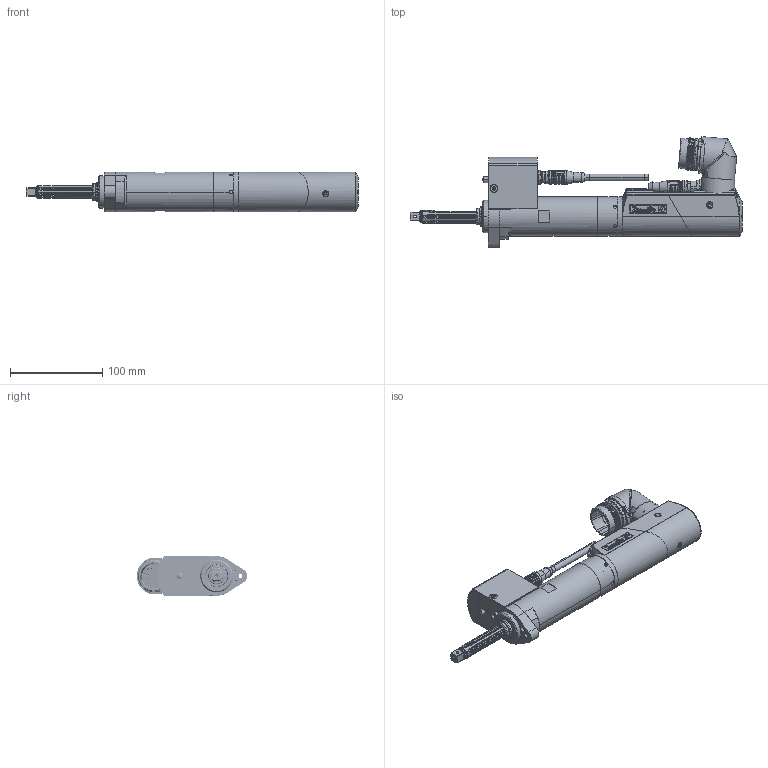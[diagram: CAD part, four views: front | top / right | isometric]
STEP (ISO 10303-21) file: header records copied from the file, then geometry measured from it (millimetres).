
FILE_DESCRIPTION((''),'2;1');
FILE_NAME('6151659070_ASM','2014-12-15T',('greextadu'),(''),'PRO/ENGINEER BY PARAMETRIC TECHNOLOGY CORPORATION, 2014200','PRO/ENGINEER BY PARAMETRIC TECHNOLOGY CORPORATION, 2014200','');
FILE_SCHEMA(('AUTOMOTIVE_DESIGN { 1 0 10303 214 1 1 1 1 }'));
Length unit declared in the file: millimetre
Products named in the file (41): 6156350160; 6155671510_ASM; 6155680010_ASM; 6155732510_ASM; CON-BINDER-12PTS-MAL-M12_AF0; 6159190280_ASM; 6159190830_ASM; 6156101530; 6157850280; 6153981520_ASM; 6155671512; 6155732530; 6155732520; 6155732540; 6155654610; 6152250470; 6153977900_ASM; 0219110018; MANIFOLD_SOLID_BREP_95_1; KBOR047E7SPU_ASM; 6159308120; 6159383480_ASM; 6156161460; 6159160920; 6156583490; 6153942920_ASM; 6155654620; 6156700690; 6155100010; 6155654630; 6156700730; 6155654570; 6159384080; 6159384090; 6159174120_AF0_ASM; 6159174112; 6158715760; 6151658490_ASM; 6155210710; 0335351802 ...
Assembly tree (44 placements, depth 6):
  6151659070_ASM
    6151658490_ASM
      6153981520_ASM
        6155680010_ASM
          6155671510_ASM
            6156350160
        6155732510_ASM
        6159190830_ASM
          6159190280_ASM
            CON-BINDER-12PTS-MAL-M12_AF0
        6156101530  x2
        6157850280
      6155671512
      6155732530
      6155732520
      6155732540
      6155654610
      6153977900_ASM
        6152250470
      6153942920_ASM
        0219110018  x2
        6159383480_ASM
          KBOR047E7SPU_ASM
            MANIFOLD_SOLID_BREP_95_1
          6159308120
        6156161460  x3
        6159160920
        6156583490
      6155654620
      6156700690
      6155100010
      6155654630
      6156700730
      6155654570
      6159174120_AF0_ASM
        6159384080
        6159384090
      6159174112
      6158715760
    6155210710
    0335351802
Bounding box: 360.7 x 120.19 x 43 mm (x, y, z)
Volume: 321779.5 mm3; surface area: 219463.9 mm2
Topology: 32 solids, 59 shells, 3569 faces, 9191 edges, 5833 vertices
Faces by surface type: cylinder 1418, plane 948, cone 571, torus 282, extrusion 175, bspline 147, sphere 28
Entity records: 177079 total; most frequent: CARTESIAN_POINT 51665, ORIENTED_EDGE 17638, DIRECTION 17420, EDGE_CURVE 8863, PRESENTATION_STYLE_ASSIGNMENT 7453, STYLED_ITEM 7110, AXIS2_PLACEMENT_3D 7012, CURVE_STYLE 6719
